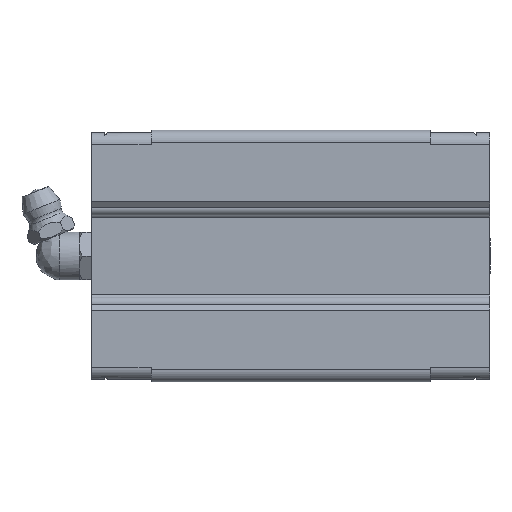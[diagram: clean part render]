
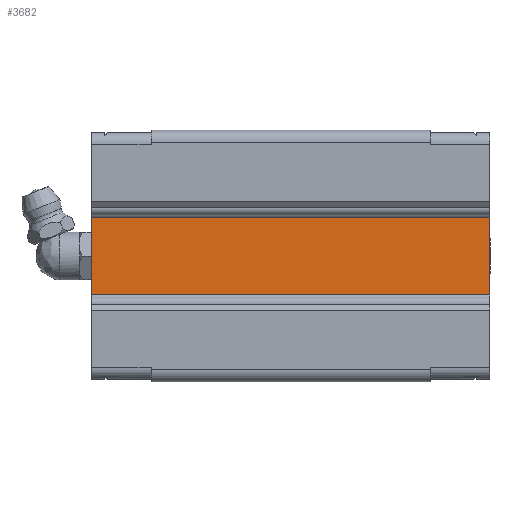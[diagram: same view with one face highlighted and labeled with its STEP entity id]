
A CAD part, front view. The second image highlights one B-rep face of the part: STEP entity #3682.
In plain terms, the highlighted planar face has unit normal (0, -1, 0).
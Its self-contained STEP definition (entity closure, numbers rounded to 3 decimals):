
#78 = AXIS2_PLACEMENT_3D ( 'NONE', #5178, #816, #3959 ) ;
#170 = EDGE_CURVE ( 'NONE', #3038, #2062, #1044, .T. ) ;
#271 = CARTESIAN_POINT ( 'NONE',  ( -33.25, 9.5, 6.497 ) ) ;
#701 = DIRECTION ( 'NONE',  ( 0., 0., 1. ) ) ;
#816 = DIRECTION ( 'NONE',  ( 0., -1., 0. ) ) ;
#837 = ORIENTED_EDGE ( 'NONE', *, *, #170, .T. ) ;
#905 = VECTOR ( 'NONE', #5431, 1000. ) ;
#1044 = LINE ( 'NONE', #3722, #3768 ) ;
#1077 = VECTOR ( 'NONE', #701, 1000. ) ;
#1237 = DIRECTION ( 'NONE',  ( 0., 0., -1. ) ) ;
#1279 = FACE_OUTER_BOUND ( 'NONE', #5184, .T. ) ;
#1426 = ORIENTED_EDGE ( 'NONE', *, *, #5300, .T. ) ;
#1436 = CARTESIAN_POINT ( 'NONE',  ( 33.25, 9.5, 6.497 ) ) ;
#2062 = VERTEX_POINT ( 'NONE', #3508 ) ;
#2257 = VECTOR ( 'NONE', #1237, 1000. ) ;
#2514 = PLANE ( 'NONE',  #78 ) ;
#2940 = EDGE_CURVE ( 'NONE', #4563, #3139, #4088, .T. ) ;
#3038 = VERTEX_POINT ( 'NONE', #4548 ) ;
#3113 = EDGE_CURVE ( 'NONE', #2062, #4563, #5103, .T. ) ;
#3139 = VERTEX_POINT ( 'NONE', #271 ) ;
#3508 = CARTESIAN_POINT ( 'NONE',  ( 33.25, 9.5, -6.497 ) ) ;
#3614 = ORIENTED_EDGE ( 'NONE', *, *, #2940, .T. ) ;
#3682 = ADVANCED_FACE ( 'NONE', ( #1279 ), #2514, .T. ) ;
#3722 = CARTESIAN_POINT ( 'NONE',  ( 33.25, 9.5, -6.497 ) ) ;
#3768 = VECTOR ( 'NONE', #3810, 1000. ) ;
#3810 = DIRECTION ( 'NONE',  ( 1., 0., 0. ) ) ;
#3918 = LINE ( 'NONE', #4810, #2257 ) ;
#3959 = DIRECTION ( 'NONE',  ( 0., 0., -1. ) ) ;
#4088 = LINE ( 'NONE', #1436, #905 ) ;
#4136 = CARTESIAN_POINT ( 'NONE',  ( 33.25, 9.5, 6.497 ) ) ;
#4548 = CARTESIAN_POINT ( 'NONE',  ( -33.25, 9.5, -6.497 ) ) ;
#4563 = VERTEX_POINT ( 'NONE', #4136 ) ;
#4652 = CARTESIAN_POINT ( 'NONE',  ( 33.25, 9.5, -6.497 ) ) ;
#4810 = CARTESIAN_POINT ( 'NONE',  ( -33.25, 9.5, -6.497 ) ) ;
#5103 = LINE ( 'NONE', #4652, #1077 ) ;
#5178 = CARTESIAN_POINT ( 'NONE',  ( 33.25, 9.5, -6.497 ) ) ;
#5184 = EDGE_LOOP ( 'NONE', ( #5614, #3614, #1426, #837 ) ) ;
#5300 = EDGE_CURVE ( 'NONE', #3139, #3038, #3918, .T. ) ;
#5431 = DIRECTION ( 'NONE',  ( -1., 0., 0. ) ) ;
#5614 = ORIENTED_EDGE ( 'NONE', *, *, #3113, .T. ) ;
